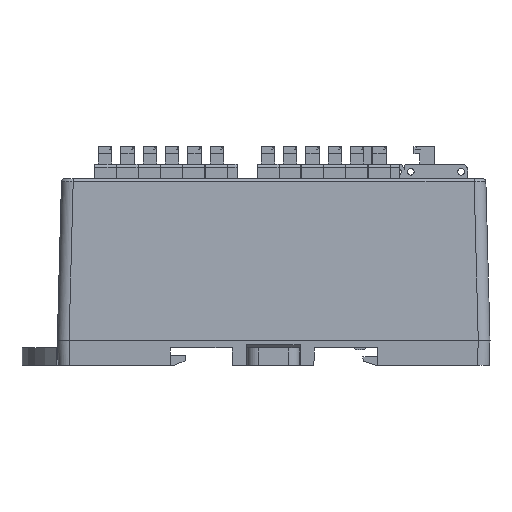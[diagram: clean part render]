
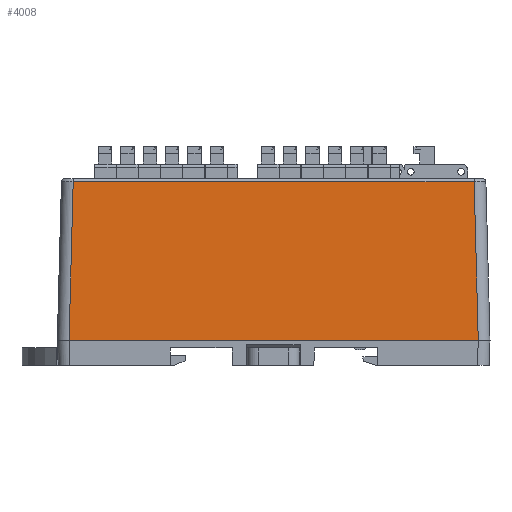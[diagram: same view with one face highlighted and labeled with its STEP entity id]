
A CAD part, left-side view. The second image highlights one B-rep face of the part: STEP entity #4008.
In plain terms, the highlighted planar face has unit normal (-1, 0, 0.026).
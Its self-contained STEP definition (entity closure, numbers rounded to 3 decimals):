
#1408=FACE_OUTER_BOUND('',#12828,.T.);
#4008=ADVANCED_FACE('',(#1408),#7187,.T.);
#7187=PLANE('',#60309);
#12828=EDGE_LOOP('',(#17945,#17946,#17947,#17948));
#17945=ORIENTED_EDGE('',*,*,#39781,.T.);
#17946=ORIENTED_EDGE('',*,*,#39763,.T.);
#17947=ORIENTED_EDGE('',*,*,#39782,.F.);
#17948=ORIENTED_EDGE('',*,*,#39783,.T.);
#34072=VERTEX_POINT('',#81954);
#34073=VERTEX_POINT('',#81969);
#34083=VERTEX_POINT('',#82020);
#34084=VERTEX_POINT('',#82022);
#39763=EDGE_CURVE('',#34072,#34073,#47914,.T.);
#39781=EDGE_CURVE('',#34083,#34072,#47924,.T.);
#39782=EDGE_CURVE('',#34084,#34073,#47925,.T.);
#39783=EDGE_CURVE('',#34084,#34083,#47926,.T.);
#47914=LINE('',#81968,#54380);
#47924=LINE('',#82019,#54390);
#47925=LINE('',#82021,#54391);
#47926=LINE('',#82023,#54392);
#54380=VECTOR('',#65626,1.);
#54390=VECTOR('',#65662,1.);
#54391=VECTOR('',#65663,1.);
#54392=VECTOR('',#65664,1.);
#60309=AXIS2_PLACEMENT_3D('',#82024,#65665,#65666);
#65626=DIRECTION('',(-0.026,0.026,-0.999));
#65662=DIRECTION('',(0.,1.,0.));
#65663=DIRECTION('',(0.,1.,0.));
#65664=DIRECTION('',(0.026,0.026,0.999));
#65665=DIRECTION('',(-1.,0.,0.026));
#65666=DIRECTION('',(-0.026,0.,-1.));
#81954=CARTESIAN_POINT('',(-781.514,74.827,-38.007));
#81968=CARTESIAN_POINT('',(-782.262,75.575,-66.572));
#81969=CARTESIAN_POINT('',(-782.221,75.535,-65.02));
#82019=CARTESIAN_POINT('',(-781.514,71.361,-38.007));
#82020=CARTESIAN_POINT('',(-781.514,6.544,-38.007));
#82021=CARTESIAN_POINT('',(-782.221,68.386,-65.02));
#82022=CARTESIAN_POINT('',(-782.221,5.837,-65.02));
#82023=CARTESIAN_POINT('',(-782.204,5.854,-64.348));
#82024=CARTESIAN_POINT('',(-782.227,41.186,-65.22));
